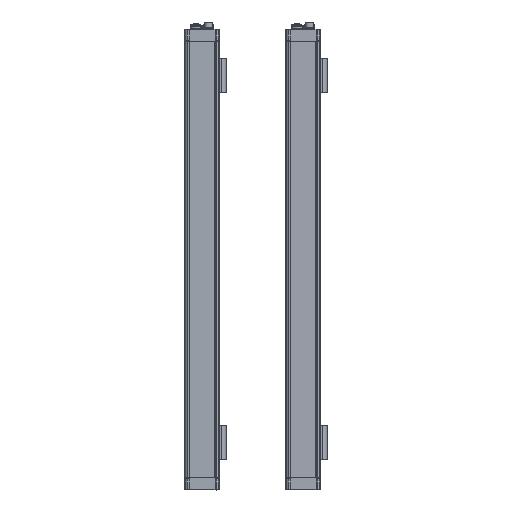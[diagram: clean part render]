
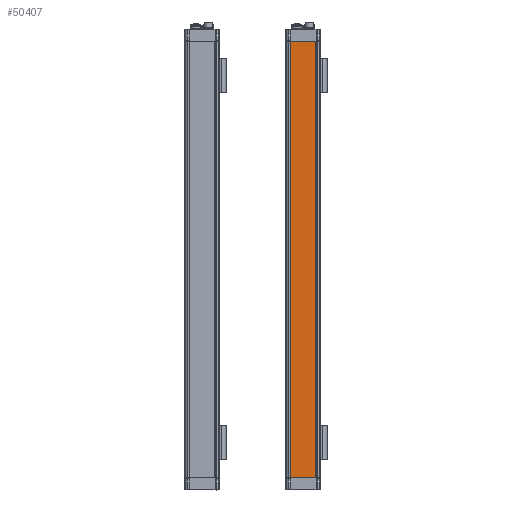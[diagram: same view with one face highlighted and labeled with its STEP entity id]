
A CAD part, top view. The second image highlights one B-rep face of the part: STEP entity #50407.
In plain terms, the highlighted planar face has unit normal (0, 0, 1).
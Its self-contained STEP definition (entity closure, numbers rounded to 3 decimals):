
#4460=LINE('',#96867,#9045);
#4462=LINE('',#96871,#9047);
#4465=LINE('',#96877,#9050);
#4466=LINE('',#96878,#9051);
#9045=VECTOR('',#68908,37.6);
#9047=VECTOR('',#68912,638.5);
#9050=VECTOR('',#68917,638.5);
#9051=VECTOR('',#68918,37.6);
#14222=FACE_OUTER_BOUND('',#17572,.T.);
#17572=EDGE_LOOP('',(#44033,#44034,#44035,#44036));
#24202=VERTEX_POINT('',#96864);
#24203=VERTEX_POINT('',#96866);
#24204=VERTEX_POINT('',#96870);
#24206=VERTEX_POINT('',#96876);
#30955=EDGE_CURVE('',#24203,#24202,#4460,.T.);
#30957=EDGE_CURVE('',#24204,#24203,#4462,.T.);
#30960=EDGE_CURVE('',#24202,#24206,#4465,.T.);
#30961=EDGE_CURVE('',#24204,#24206,#4466,.T.);
#44033=ORIENTED_EDGE('',*,*,#30955,.T.);
#44034=ORIENTED_EDGE('',*,*,#30960,.T.);
#44035=ORIENTED_EDGE('',*,*,#30961,.F.);
#44036=ORIENTED_EDGE('',*,*,#30957,.T.);
#47623=PLANE('',#55368);
#50407=ADVANCED_FACE('',(#14222),#47623,.T.);
#55368=AXIS2_PLACEMENT_3D('',#96875,#68915,#68916);
#68908=DIRECTION('',(1.,0.,0.));
#68912=DIRECTION('',(0.,-1.,0.));
#68915=DIRECTION('center_axis',(0.,0.,
1.));
#68916=DIRECTION('ref_axis',(1.,0.,0.));
#68917=DIRECTION('',(0.,1.,0.));
#68918=DIRECTION('',(1.,0.,0.));
#96864=CARTESIAN_POINT('',(-109.017,-230.946,-307.536));
#96866=CARTESIAN_POINT('',(-146.617,-230.946,-307.536));
#96867=CARTESIAN_POINT('',(-137.217,-230.946,-307.536));
#96870=CARTESIAN_POINT('',(-146.617,407.554,-307.536));
#96871=CARTESIAN_POINT('',(-146.617,59.054,-307.536));
#96875=CARTESIAN_POINT('Origin',(-146.617,59.054,-307.536));
#96876=CARTESIAN_POINT('',(-109.017,407.554,-307.536));
#96877=CARTESIAN_POINT('',(-109.017,59.054,-307.536));
#96878=CARTESIAN_POINT('',(-146.617,407.554,-307.536));
